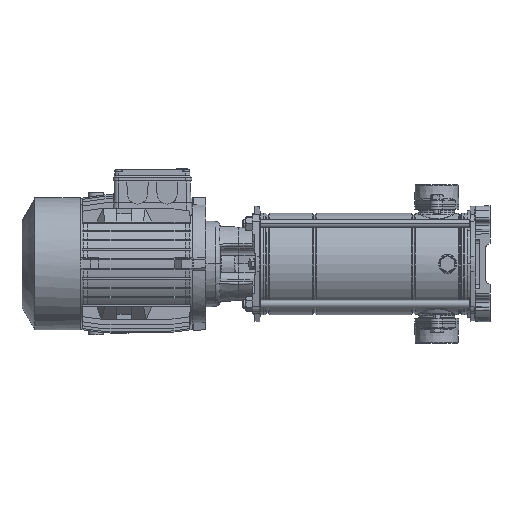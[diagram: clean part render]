
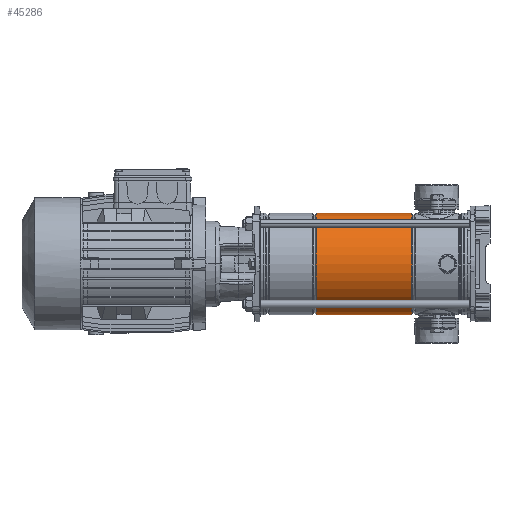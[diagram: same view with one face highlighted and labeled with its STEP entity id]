
A CAD part, left-side view. The second image highlights one B-rep face of the part: STEP entity #45286.
In plain terms, the highlighted cylindrical face has radius 85.9 mm (diameter 171.8 mm), a partial arc.
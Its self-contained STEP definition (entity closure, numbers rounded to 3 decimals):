
#2920 = CARTESIAN_POINT ( 'NONE',  ( -85.9, 0., 255.103 ) ) ;
#3047 = EDGE_CURVE ( 'NONE', #8062, #40890, #7158, .T. ) ;
#4899 = CARTESIAN_POINT ( 'NONE',  ( -85.9, 0., 93.897 ) ) ;
#5276 = ORIENTED_EDGE ( 'NONE', *, *, #3047, .F. ) ;
#7158 = CIRCLE ( 'NONE', #69674, 85.9 ) ;
#7498 = CARTESIAN_POINT ( 'NONE',  ( -85.9, 0., 0. ) ) ;
#8062 = VERTEX_POINT ( 'NONE', #4899 ) ;
#8659 = AXIS2_PLACEMENT_3D ( 'NONE', #62106, #50694, #38182 ) ;
#10372 = CARTESIAN_POINT ( 'NONE',  ( 0., 0., 93.897 ) ) ;
#10738 = DIRECTION ( 'NONE',  ( 0., 0., -1. ) ) ;
#12799 = DIRECTION ( 'NONE',  ( -1., 0., 0. ) ) ;
#15379 = LINE ( 'NONE', #32419, #55292 ) ;
#16738 = ORIENTED_EDGE ( 'NONE', *, *, #56512, .T. ) ;
#17679 = ORIENTED_EDGE ( 'NONE', *, *, #38805, .T. ) ;
#21851 = EDGE_CURVE ( 'NONE', #64484, #8062, #69887, .T. ) ;
#23876 = EDGE_LOOP ( 'NONE', ( #16738, #17679, #5276, #69253 ) ) ;
#24272 = DIRECTION ( 'NONE',  ( 0., 0., -1. ) ) ;
#28161 = CYLINDRICAL_SURFACE ( 'NONE', #8659, 85.9 ) ;
#31847 = CARTESIAN_POINT ( 'NONE',  ( 85.9, 0., 255.103 ) ) ;
#32419 = CARTESIAN_POINT ( 'NONE',  ( 85.9, 0., 0. ) ) ;
#38182 = DIRECTION ( 'NONE',  ( -1., 0., 0. ) ) ;
#38805 = EDGE_CURVE ( 'NONE', #60650, #40890, #15379, .T. ) ;
#39977 = VECTOR ( 'NONE', #53625, 1000. ) ;
#40890 = VERTEX_POINT ( 'NONE', #53671 ) ;
#41496 = AXIS2_PLACEMENT_3D ( 'NONE', #68569, #24272, #12799 ) ;
#44043 = DIRECTION ( 'NONE',  ( -1., 0., 0. ) ) ;
#44808 = FACE_OUTER_BOUND ( 'NONE', #23876, .T. ) ;
#45286 = ADVANCED_FACE ( 'NONE', ( #44808 ), #28161, .T. ) ;
#50694 = DIRECTION ( 'NONE',  ( 0., 0., -1. ) ) ;
#53625 = DIRECTION ( 'NONE',  ( 0., 0., -1. ) ) ;
#53671 = CARTESIAN_POINT ( 'NONE',  ( 85.9, 0., 93.897 ) ) ;
#54888 = DIRECTION ( 'NONE',  ( 0., 0., -1. ) ) ;
#55292 = VECTOR ( 'NONE', #54888, 1000. ) ;
#56512 = EDGE_CURVE ( 'NONE', #64484, #60650, #65016, .T. ) ;
#60650 = VERTEX_POINT ( 'NONE', #31847 ) ;
#62106 = CARTESIAN_POINT ( 'NONE',  ( 0., 0., 0. ) ) ;
#64484 = VERTEX_POINT ( 'NONE', #2920 ) ;
#65016 = CIRCLE ( 'NONE', #41496, 85.9 ) ;
#68569 = CARTESIAN_POINT ( 'NONE',  ( 0., 0., 255.103 ) ) ;
#69253 = ORIENTED_EDGE ( 'NONE', *, *, #21851, .F. ) ;
#69674 = AXIS2_PLACEMENT_3D ( 'NONE', #10372, #10738, #44043 ) ;
#69887 = LINE ( 'NONE', #7498, #39977 ) ;
